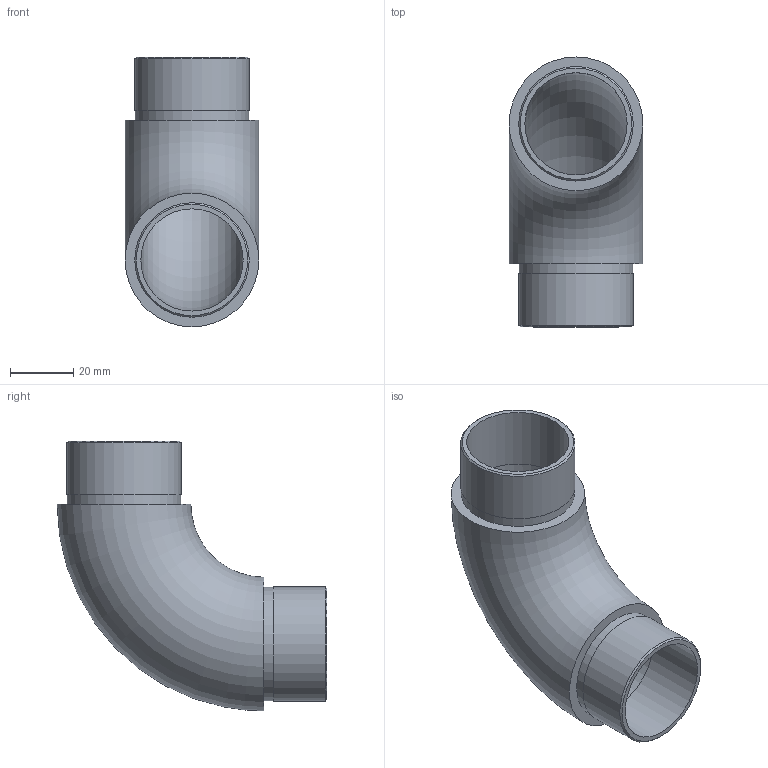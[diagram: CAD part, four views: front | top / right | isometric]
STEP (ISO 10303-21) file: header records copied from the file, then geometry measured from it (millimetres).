
FILE_DESCRIPTION (( 'STEP AP203' ), '1' );
FILE_NAME ('56160-320-3.step', '2020-02-18T10:23:42', ( '' ), ( '' ), 'SwSTEP 2.0', 'SolidWorks 2015', '' );
FILE_SCHEMA (( 'CONFIG_CONTROL_DESIGN' ));
Length unit declared in the file: millimetre
Products named in the file (2): 56160-320-3
Bounding box: 42.4 x 85.5 x 85.5 mm (x, y, z)
Volume: 49132.7 mm3; surface area: 26186.2 mm2
Topology: 1 solids, 1 shells, 260 faces, 683 edges, 455 vertices
Faces by surface type: bspline 126, plane 98, cylinder 32, torus 2, cone 2
Full cylindrical faces by diameter (mm): 32.4 x2, 35.9 x2, 36.3 x2
Entity records: 13269 total; most frequent: CARTESIAN_POINT 7590, ORIENTED_EDGE 1340, DIRECTION 762, EDGE_CURVE 670, VERTEX_POINT 452, EDGE_LOOP 302, VECTOR 298, LINE 298
